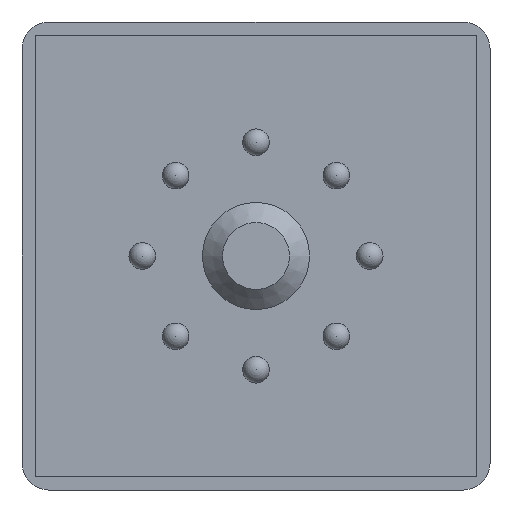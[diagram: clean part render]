
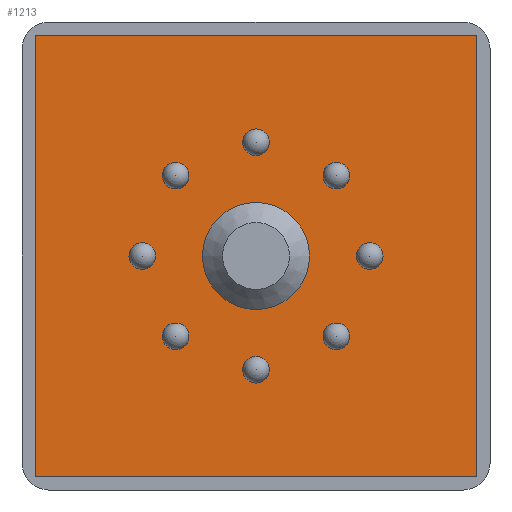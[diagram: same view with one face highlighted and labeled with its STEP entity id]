
A CAD part, front view. The second image highlights one B-rep face of the part: STEP entity #1213.
In plain terms, the highlighted planar face has unit normal (0, -1, 0).
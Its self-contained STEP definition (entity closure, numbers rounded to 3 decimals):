
#759=CARTESIAN_POINT('',(-13.5,-1.0,17.5));
#760=VERTEX_POINT('',#759);
#761=CARTESIAN_POINT('',(-17.5,-1.0,17.5));
#762=DIRECTION('',(0.0,1.0,0.0));
#763=DIRECTION('',(-1.0,0.0,0.0));
#764=AXIS2_PLACEMENT_3D('',#761,#762,#763);
#765=CIRCLE('',#764,4.0);
#766=EDGE_CURVE('',#760,#760,#765,.T.);
#805=CARTESIAN_POINT('',(-10.782,-1.0,22.803));
#806=VERTEX_POINT('',#805);
#807=CARTESIAN_POINT('',(-11.49,-1.0,23.51));
#808=DIRECTION('',(0.0,1.0,0.0));
#809=DIRECTION('',(-0.707,0.0,0.707));
#810=AXIS2_PLACEMENT_3D('',#807,#808,#809);
#811=CIRCLE('',#810,1.0);
#812=EDGE_CURVE('',#806,#806,#811,.T.);
#842=CARTESIAN_POINT('',(-9.0,-1.0,16.5));
#843=VERTEX_POINT('',#842);
#844=CARTESIAN_POINT('',(-9.0,-1.0,17.5));
#845=DIRECTION('',(0.0,1.0,0.0));
#846=DIRECTION('',(0.0,0.0,1.0));
#847=AXIS2_PLACEMENT_3D('',#844,#845,#846);
#848=CIRCLE('',#847,1.0);
#849=EDGE_CURVE('',#843,#843,#848,.T.);
#879=CARTESIAN_POINT('',(-12.197,-1.0,10.782));
#880=VERTEX_POINT('',#879);
#881=CARTESIAN_POINT('',(-11.49,-1.0,11.49));
#882=DIRECTION('',(0.0,1.0,0.0));
#883=DIRECTION('',(0.707,0.0,0.707));
#884=AXIS2_PLACEMENT_3D('',#881,#882,#883);
#885=CIRCLE('',#884,1.0);
#886=EDGE_CURVE('',#880,#880,#885,.T.);
#916=CARTESIAN_POINT('',(-18.5,-1.0,9.));
#917=VERTEX_POINT('',#916);
#918=CARTESIAN_POINT('',(-17.5,-1.0,9.));
#919=DIRECTION('',(0.0,1.0,0.0));
#920=DIRECTION('',(1.0,0.0,0.0));
#921=AXIS2_PLACEMENT_3D('',#918,#919,#920);
#922=CIRCLE('',#921,1.0);
#923=EDGE_CURVE('',#917,#917,#922,.T.);
#953=CARTESIAN_POINT('',(-24.218,-1.0,12.197));
#954=VERTEX_POINT('',#953);
#955=CARTESIAN_POINT('',(-23.51,-1.0,11.49));
#956=DIRECTION('',(0.0,1.0,0.0));
#957=DIRECTION('',(0.707,0.0,-0.707));
#958=AXIS2_PLACEMENT_3D('',#955,#956,#957);
#959=CIRCLE('',#958,1.0);
#960=EDGE_CURVE('',#954,#954,#959,.T.);
#990=CARTESIAN_POINT('',(-26.,-1.0,18.5));
#991=VERTEX_POINT('',#990);
#992=CARTESIAN_POINT('',(-26.,-1.0,17.5));
#993=DIRECTION('',(0.0,1.0,0.0));
#994=DIRECTION('',(0.0,0.0,-1.0));
#995=AXIS2_PLACEMENT_3D('',#992,#993,#994);
#996=CIRCLE('',#995,1.0);
#997=EDGE_CURVE('',#991,#991,#996,.T.);
#1027=CARTESIAN_POINT('',(-22.803,-1.0,24.218));
#1028=VERTEX_POINT('',#1027);
#1029=CARTESIAN_POINT('',(-23.51,-1.0,23.51));
#1030=DIRECTION('',(0.0,1.0,0.0));
#1031=DIRECTION('',(-0.707,0.0,-0.707));
#1032=AXIS2_PLACEMENT_3D('',#1029,#1030,#1031);
#1033=CIRCLE('',#1032,1.0);
#1034=EDGE_CURVE('',#1028,#1028,#1033,.T.);
#1064=CARTESIAN_POINT('',(-16.5,-1.0,26.));
#1065=VERTEX_POINT('',#1064);
#1066=CARTESIAN_POINT('',(-17.5,-1.0,26.));
#1067=DIRECTION('',(0.0,1.0,0.0));
#1068=DIRECTION('',(-1.0,0.0,0.0));
#1069=AXIS2_PLACEMENT_3D('',#1066,#1067,#1068);
#1070=CIRCLE('',#1069,1.0);
#1071=EDGE_CURVE('',#1065,#1065,#1070,.T.);
#1085=CARTESIAN_POINT('',(-1.,-1.0,1.));
#1086=VERTEX_POINT('',#1085);
#1093=CARTESIAN_POINT('',(-34.0,-1.0,1.));
#1094=VERTEX_POINT('',#1093);
#1095=CARTESIAN_POINT('',(-34.0,-1.0,1.));
#1096=DIRECTION('',(1.0,0.0,0.0));
#1097=VECTOR('',#1096,33.0);
#1098=LINE('',#1095,#1097);
#1099=EDGE_CURVE('',#1094,#1086,#1098,.T.);
#1117=CARTESIAN_POINT('',(-34.0,-1.0,34.0));
#1118=VERTEX_POINT('',#1117);
#1119=CARTESIAN_POINT('',(-34.0,-1.0,34.0));
#1120=DIRECTION('',(0.0,0.0,-1.0));
#1121=VECTOR('',#1120,33.0);
#1122=LINE('',#1119,#1121);
#1123=EDGE_CURVE('',#1118,#1094,#1122,.T.);
#1141=CARTESIAN_POINT('',(-1.,-1.0,34.0));
#1142=VERTEX_POINT('',#1141);
#1143=CARTESIAN_POINT('',(-1.0,-1.0,34.0));
#1144=DIRECTION('',(-1.0,0.0,0.0));
#1145=VECTOR('',#1144,33.0);
#1146=LINE('',#1143,#1145);
#1147=EDGE_CURVE('',#1142,#1118,#1146,.T.);
#1165=CARTESIAN_POINT('',(-1.,-1.0,1.0));
#1166=DIRECTION('',(0.0,0.0,1.0));
#1167=VECTOR('',#1166,33.0);
#1168=LINE('',#1165,#1167);
#1169=EDGE_CURVE('',#1086,#1142,#1168,.T.);
#1175=CARTESIAN_POINT('',(-17.5,-1.0,17.5));
#1176=DIRECTION('',(0.0,1.0,0.0));
#1177=DIRECTION('',(0.0,0.0,1.0));
#1178=AXIS2_PLACEMENT_3D('',#1175,#1176,#1177);
#1179=PLANE('',#1178);
#1180=ORIENTED_EDGE('',*,*,#1169,.T.);
#1181=ORIENTED_EDGE('',*,*,#1147,.T.);
#1182=ORIENTED_EDGE('',*,*,#1123,.T.);
#1183=ORIENTED_EDGE('',*,*,#1099,.T.);
#1184=EDGE_LOOP('',(#1180,#1181,#1182,#1183));
#1185=FACE_OUTER_BOUND('',#1184,.T.);
#1186=ORIENTED_EDGE('',*,*,#812,.T.);
#1187=EDGE_LOOP('',(#1186));
#1188=FACE_BOUND('',#1187,.T.);
#1189=ORIENTED_EDGE('',*,*,#849,.T.);
#1190=EDGE_LOOP('',(#1189));
#1191=FACE_BOUND('',#1190,.T.);
#1192=ORIENTED_EDGE('',*,*,#886,.T.);
#1193=EDGE_LOOP('',(#1192));
#1194=FACE_BOUND('',#1193,.T.);
#1195=ORIENTED_EDGE('',*,*,#923,.T.);
#1196=EDGE_LOOP('',(#1195));
#1197=FACE_BOUND('',#1196,.T.);
#1198=ORIENTED_EDGE('',*,*,#960,.T.);
#1199=EDGE_LOOP('',(#1198));
#1200=FACE_BOUND('',#1199,.T.);
#1201=ORIENTED_EDGE('',*,*,#997,.T.);
#1202=EDGE_LOOP('',(#1201));
#1203=FACE_BOUND('',#1202,.T.);
#1204=ORIENTED_EDGE('',*,*,#1034,.T.);
#1205=EDGE_LOOP('',(#1204));
#1206=FACE_BOUND('',#1205,.T.);
#1207=ORIENTED_EDGE('',*,*,#1071,.T.);
#1208=EDGE_LOOP('',(#1207));
#1209=FACE_BOUND('',#1208,.T.);
#1210=ORIENTED_EDGE('',*,*,#766,.T.);
#1211=EDGE_LOOP('',(#1210));
#1212=FACE_BOUND('',#1211,.T.);
#1213=ADVANCED_FACE('',(#1185,#1188,#1191,#1194,#1197,#1200,#1203,#1206,#1209,#1212),#1179,.F.);
